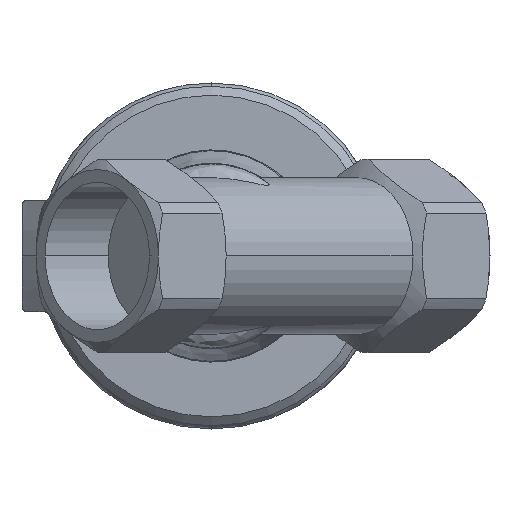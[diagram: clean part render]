
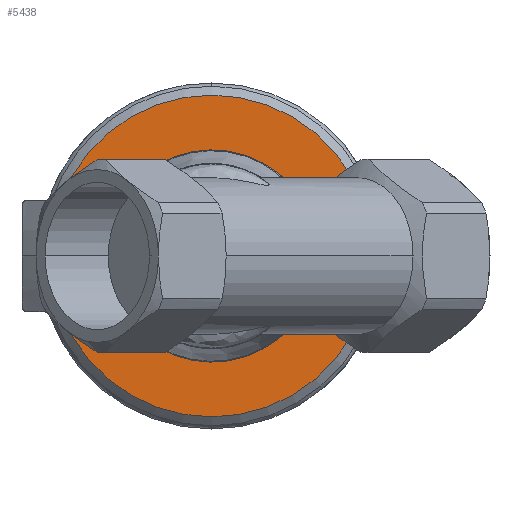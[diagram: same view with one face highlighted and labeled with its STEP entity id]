
A CAD part, front view. The second image highlights one B-rep face of the part: STEP entity #5438.
In plain terms, the highlighted planar face has unit normal (0, -1, 0).
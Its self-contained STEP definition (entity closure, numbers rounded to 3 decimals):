
#166 = EDGE_LOOP ( 'NONE', ( #1547, #4184 ) ) ;
#436 = EDGE_CURVE ( 'NONE', #4402, #2531, #2077, .T. ) ;
#515 = PLANE ( 'NONE',  #6191 ) ;
#554 = VERTEX_POINT ( 'NONE', #4891 ) ;
#625 = CARTESIAN_POINT ( 'NONE',  ( -99.207, 3.342, 0. ) ) ;
#678 = CIRCLE ( 'NONE', #3716, 28.813 ) ;
#1401 = CARTESIAN_POINT ( 'NONE',  ( -41.58, 3.342, 0. ) ) ;
#1547 = ORIENTED_EDGE ( 'NONE', *, *, #436, .F. ) ;
#2077 = CIRCLE ( 'NONE', #5926, 28.813 ) ;
#2129 = DIRECTION ( 'NONE',  ( -1., 0., 0. ) ) ;
#2161 = EDGE_LOOP ( 'NONE', ( #5615, #2698 ) ) ;
#2194 = CARTESIAN_POINT ( 'NONE',  ( -70.393, 3.342, 15.5 ) ) ;
#2244 = DIRECTION ( 'NONE',  ( 1., 0., 0. ) ) ;
#2325 = CARTESIAN_POINT ( 'NONE',  ( -70.393, 3.342, 0. ) ) ;
#2531 = VERTEX_POINT ( 'NONE', #1401 ) ;
#2540 = DIRECTION ( 'NONE',  ( 0., 1., 0. ) ) ;
#2698 = ORIENTED_EDGE ( 'NONE', *, *, #5739, .T. ) ;
#2933 = FACE_BOUND ( 'NONE', #2161, .T. ) ;
#3080 = CARTESIAN_POINT ( 'NONE',  ( -70.393, 3.342, 0. ) ) ;
#3650 = DIRECTION ( 'NONE',  ( -1., 0., 0. ) ) ;
#3716 = AXIS2_PLACEMENT_3D ( 'NONE', #3080, #7134, #3650 ) ;
#3771 = CARTESIAN_POINT ( 'NONE',  ( -83.893, 3.342, 0. ) ) ;
#3896 = EDGE_CURVE ( 'NONE', #554, #7144, #4280, .T. ) ;
#4184 = ORIENTED_EDGE ( 'NONE', *, *, #5681, .F. ) ;
#4280 = CIRCLE ( 'NONE', #6832, 13.5 ) ;
#4402 = VERTEX_POINT ( 'NONE', #625 ) ;
#4589 = DIRECTION ( 'NONE',  ( 0., 1., 0. ) ) ;
#4729 = CIRCLE ( 'NONE', #6436, 13.5 ) ;
#4891 = CARTESIAN_POINT ( 'NONE',  ( -56.893, 3.342, 0. ) ) ;
#5240 = CARTESIAN_POINT ( 'NONE',  ( -70.393, 3.342, 0. ) ) ;
#5266 = DIRECTION ( 'NONE',  ( 0., 1., 0. ) ) ;
#5295 = DIRECTION ( 'NONE',  ( 1., 0., 0. ) ) ;
#5438 = ADVANCED_FACE ( 'NONE', ( #2933, #5989 ), #515, .T. ) ;
#5615 = ORIENTED_EDGE ( 'NONE', *, *, #3896, .T. ) ;
#5681 = EDGE_CURVE ( 'NONE', #2531, #4402, #678, .T. ) ;
#5692 = DIRECTION ( 'NONE',  ( 0., -1., 0. ) ) ;
#5739 = EDGE_CURVE ( 'NONE', #7144, #554, #4729, .T. ) ;
#5926 = AXIS2_PLACEMENT_3D ( 'NONE', #2325, #4589, #2129 ) ;
#5989 = FACE_OUTER_BOUND ( 'NONE', #166, .T. ) ;
#5998 = CARTESIAN_POINT ( 'NONE',  ( -70.393, 3.342, 0. ) ) ;
#6191 = AXIS2_PLACEMENT_3D ( 'NONE', #2194, #5692, #2244 ) ;
#6436 = AXIS2_PLACEMENT_3D ( 'NONE', #5998, #2540, #6587 ) ;
#6587 = DIRECTION ( 'NONE',  ( 1., 0., 0. ) ) ;
#6832 = AXIS2_PLACEMENT_3D ( 'NONE', #5240, #5266, #5295 ) ;
#7134 = DIRECTION ( 'NONE',  ( 0., 1., 0. ) ) ;
#7144 = VERTEX_POINT ( 'NONE', #3771 ) ;
